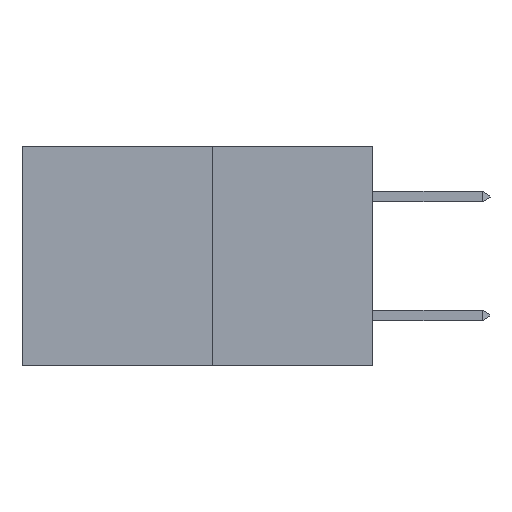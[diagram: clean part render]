
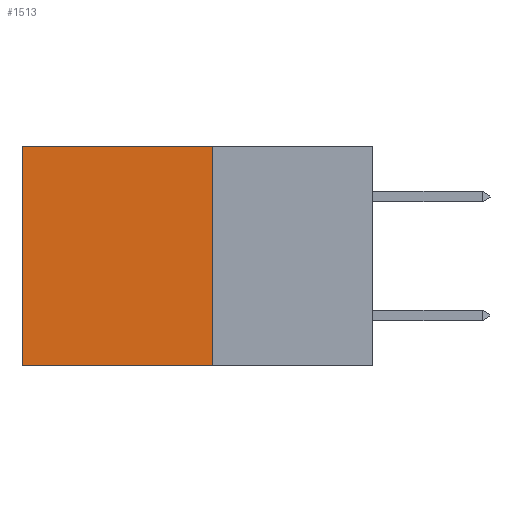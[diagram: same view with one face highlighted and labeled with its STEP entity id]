
A CAD part, left-side view. The second image highlights one B-rep face of the part: STEP entity #1513.
In plain terms, the highlighted planar face has unit normal (-1, 0, 0).
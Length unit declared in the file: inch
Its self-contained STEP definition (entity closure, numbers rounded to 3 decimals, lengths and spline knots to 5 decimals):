
#737 = CARTESIAN_POINT ( 'NONE',  ( 0.277, 0.59, -0.37 ) ) ;
#1004 = DIRECTION ( 'NONE',  ( 1., 0., 0. ) ) ;
#1513 = ADVANCED_FACE ( 'NONE', ( #11275 ), #10532, .F. ) ;
#1683 = LINE ( 'NONE', #1866, #5065 ) ;
#1861 = DIRECTION ( 'NONE',  ( 0., 0., -1. ) ) ;
#1866 = CARTESIAN_POINT ( 'NONE',  ( 0.277, 0.27, -0.37 ) ) ;
#2495 = DIRECTION ( 'NONE',  ( 0., 0., -1. ) ) ;
#2701 = VECTOR ( 'NONE', #3263, 39.37008 ) ;
#2726 = CARTESIAN_POINT ( 'NONE',  ( 0.277, 0.27, -0.37 ) ) ;
#3263 = DIRECTION ( 'NONE',  ( 0., 1., 0. ) ) ;
#3675 = EDGE_LOOP ( 'NONE', ( #9546, #8001, #12188, #10228 ) ) ;
#4200 = VERTEX_POINT ( 'NONE', #7275 ) ;
#4380 = LINE ( 'NONE', #4504, #14345 ) ;
#4504 = CARTESIAN_POINT ( 'NONE',  ( 0.277, 0.27, 0. ) ) ;
#5065 = VECTOR ( 'NONE', #1861, 39.37008 ) ;
#5864 = DIRECTION ( 'NONE',  ( 0., 1., 0. ) ) ;
#6300 = LINE ( 'NONE', #737, #10098 ) ;
#7275 = CARTESIAN_POINT ( 'NONE',  ( 0.277, 0.59, 0. ) ) ;
#8001 = ORIENTED_EDGE ( 'NONE', *, *, #11529, .F. ) ;
#8635 = EDGE_CURVE ( 'NONE', #9259, #16597, #1683, .T. ) ;
#9259 = VERTEX_POINT ( 'NONE', #16728 ) ;
#9546 = ORIENTED_EDGE ( 'NONE', *, *, #16947, .T. ) ;
#10098 = VECTOR ( 'NONE', #16329, 39.37008 ) ;
#10228 = ORIENTED_EDGE ( 'NONE', *, *, #15064, .T. ) ;
#10532 = PLANE ( 'NONE',  #10601 ) ;
#10601 = AXIS2_PLACEMENT_3D ( 'NONE', #2726, #1004, #2495 ) ;
#10676 = CARTESIAN_POINT ( 'NONE',  ( 0.277, 0.59, -0.37 ) ) ;
#11275 = FACE_OUTER_BOUND ( 'NONE', #3675, .T. ) ;
#11529 = EDGE_CURVE ( 'NONE', #16597, #11659, #17286, .T. ) ;
#11659 = VERTEX_POINT ( 'NONE', #10676 ) ;
#12188 = ORIENTED_EDGE ( 'NONE', *, *, #8635, .F. ) ;
#13193 = CARTESIAN_POINT ( 'NONE',  ( 0.277, 0.27, -0.37 ) ) ;
#14345 = VECTOR ( 'NONE', #5864, 39.37008 ) ;
#15064 = EDGE_CURVE ( 'NONE', #9259, #4200, #4380, .T. ) ;
#16329 = DIRECTION ( 'NONE',  ( 0., 0., -1. ) ) ;
#16597 = VERTEX_POINT ( 'NONE', #16881 ) ;
#16728 = CARTESIAN_POINT ( 'NONE',  ( 0.277, 0.27, 0. ) ) ;
#16881 = CARTESIAN_POINT ( 'NONE',  ( 0.277, 0.27, -0.37 ) ) ;
#16947 = EDGE_CURVE ( 'NONE', #4200, #11659, #6300, .T. ) ;
#17286 = LINE ( 'NONE', #13193, #2701 ) ;
